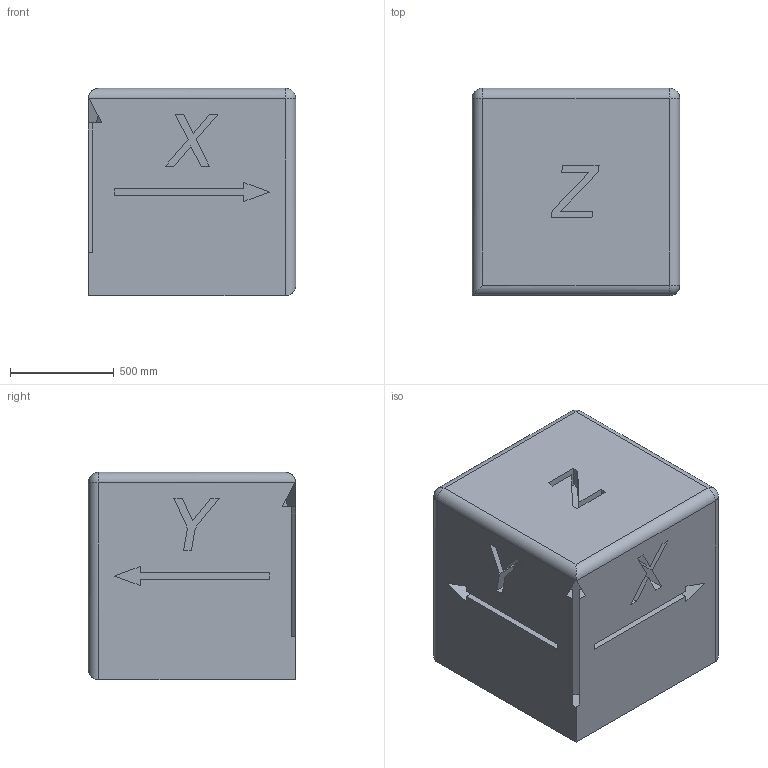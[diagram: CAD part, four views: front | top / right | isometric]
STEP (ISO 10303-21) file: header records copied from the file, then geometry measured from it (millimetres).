
FILE_DESCRIPTION(('OneSpaceDesigner STEP Export'),'2;1');
FILE_NAME('Ref_XYZ_3x1m.stp','2022-11-26T12:05:53',(''),(''),'OneSpace Designer STEP processor for AP214 (Solid Model)','OneSpace Designer 14.50 18-Oct-2006 (C) CoCreate Software GmbH','');
FILE_SCHEMA(('AUTOMOTIVE_DESIGN { 1 0 10303 214 1 1 1 1 }'));
Length unit declared in the file: millimetre
Products named in the file (2): 00_Ref_XYZ_3x1m
Assembly tree (1 placements, depth 2):
  00_Ref_XYZ_3x1m
    00_Ref_XYZ_3x1m
Bounding box: 1000 x 1000 x 1000 mm (x, y, z)
Volume: 982857774.8 mm3; surface area: 6597328.9 mm2
Topology: 1 solids, 1 shells, 77 faces, 199 edges, 125 vertices
Faces by surface type: plane 64, cylinder 9, sphere 4
Entity records: 2783 total; most frequent: CARTESIAN_POINT 399, ORIENTED_EDGE 390, DIRECTION 370, EDGE_CURVE 195, VECTOR 178, LINE 178, VERTEX_POINT 125, AXIS2_PLACEMENT_3D 96
